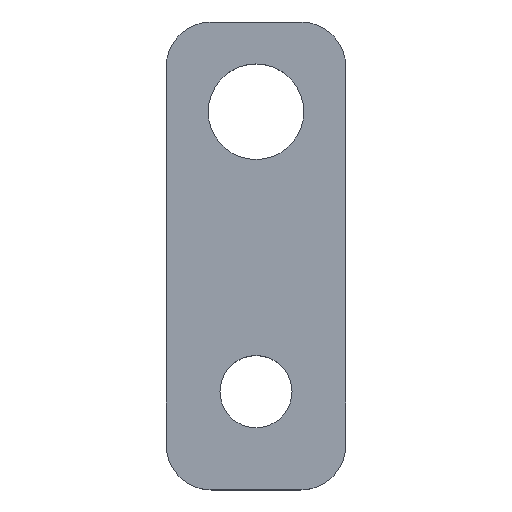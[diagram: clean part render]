
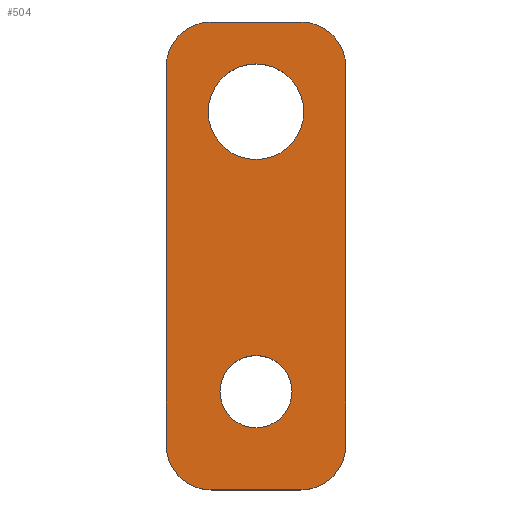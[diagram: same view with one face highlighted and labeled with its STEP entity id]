
A CAD part, top view. The second image highlights one B-rep face of the part: STEP entity #504.
In plain terms, the highlighted planar face has unit normal (0, 0, 1).
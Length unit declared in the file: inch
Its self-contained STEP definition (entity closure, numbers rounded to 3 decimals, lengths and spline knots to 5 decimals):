
#13 = ORIENTED_EDGE ( 'NONE', *, *, #172, .T. ) ;
#15 = AXIS2_PLACEMENT_3D ( 'NONE', #204, #481, #242 ) ;
#18 = LINE ( 'NONE', #71, #405 ) ;
#20 = EDGE_CURVE ( 'NONE', #138, #82, #178, .T. ) ;
#21 = VERTEX_POINT ( 'NONE', #62 ) ;
#22 = DIRECTION ( 'NONE',  ( 0., 0., 1. ) ) ;
#24 = DIRECTION ( 'NONE',  ( 1., 0., 0. ) ) ;
#29 = VERTEX_POINT ( 'NONE', #269 ) ;
#30 = DIRECTION ( 'NONE',  ( -1., 0., 0. ) ) ;
#34 = EDGE_LOOP ( 'NONE', ( #465, #247 ) ) ;
#42 = AXIS2_PLACEMENT_3D ( 'NONE', #85, #364, #121 ) ;
#44 = VERTEX_POINT ( 'NONE', #302 ) ;
#52 = VERTEX_POINT ( 'NONE', #61 ) ;
#55 = ORIENTED_EDGE ( 'NONE', *, *, #114, .T. ) ;
#59 = EDGE_CURVE ( 'NONE', #52, #109, #154, .T. ) ;
#61 = CARTESIAN_POINT ( 'NONE',  ( -2.39547, 3.28317, 0.19 ) ) ;
#62 = CARTESIAN_POINT ( 'NONE',  ( -2.36297, 2.50317, 0.19 ) ) ;
#64 = CARTESIAN_POINT ( 'NONE',  ( -2.51247, 2.35455, 0.19 ) ) ;
#67 = DIRECTION ( 'NONE',  ( 0., 1., 0. ) ) ;
#68 = DIRECTION ( 'NONE',  ( -1., 0., 0. ) ) ;
#70 = AXIS2_PLACEMENT_3D ( 'NONE', #319, #80, #357 ) ;
#71 = CARTESIAN_POINT ( 'NONE',  ( -2.51247, 3.53317, 0.19 ) ) ;
#80 = DIRECTION ( 'NONE',  ( 0., 0., 1. ) ) ;
#82 = VERTEX_POINT ( 'NONE', #64 ) ;
#84 = FACE_BOUND ( 'NONE', #532, .T. ) ;
#85 = CARTESIAN_POINT ( 'NONE',  ( -2.26247, 3.28317, 0.19 ) ) ;
#93 = CIRCLE ( 'NONE', #70, 0.1005 ) ;
#100 = PLANE ( 'NONE',  #309 ) ;
#105 = EDGE_CURVE ( 'NONE', #200, #330, #139, .T. ) ;
#109 = VERTEX_POINT ( 'NONE', #343 ) ;
#114 = EDGE_CURVE ( 'NONE', #130, #200, #236, .T. ) ;
#121 = DIRECTION ( 'NONE',  ( 1., 0., 0. ) ) ;
#126 = EDGE_CURVE ( 'NONE', #185, #21, #491, .T. ) ;
#129 = VECTOR ( 'NONE', #67, 39.37008 ) ;
#130 = VERTEX_POINT ( 'NONE', #460 ) ;
#138 = VERTEX_POINT ( 'NONE', #270 ) ;
#139 = CIRCLE ( 'NONE', #308, 0.125 ) ;
#140 = CARTESIAN_POINT ( 'NONE',  ( -2.13747, 2.35455, 0.19 ) ) ;
#154 = CIRCLE ( 'NONE', #284, 0.133 ) ;
#163 = CIRCLE ( 'NONE', #42, 0.133 ) ;
#165 = VERTEX_POINT ( 'NONE', #306 ) ;
#167 = ORIENTED_EDGE ( 'NONE', *, *, #59, .F. ) ;
#172 = EDGE_CURVE ( 'NONE', #330, #165, #18, .T. ) ;
#178 = LINE ( 'NONE', #263, #373 ) ;
#180 = DIRECTION ( 'NONE',  ( 1., 0., 0. ) ) ;
#182 = VECTOR ( 'NONE', #30, 39.37008 ) ;
#185 = VERTEX_POINT ( 'NONE', #345 ) ;
#187 = DIRECTION ( 'NONE',  ( 0., 0., 1. ) ) ;
#191 = FACE_BOUND ( 'NONE', #34, .T. ) ;
#192 = CARTESIAN_POINT ( 'NONE',  ( -2.01247, 2.22955, 0.19 ) ) ;
#198 = LINE ( 'NONE', #192, #182 ) ;
#200 = VERTEX_POINT ( 'NONE', #305 ) ;
#204 = CARTESIAN_POINT ( 'NONE',  ( -2.38747, 2.35455, 0.19 ) ) ;
#223 = DIRECTION ( 'NONE',  ( 0., 0., 1. ) ) ;
#226 = CARTESIAN_POINT ( 'NONE',  ( -2.01247, 3.53317, 0.19 ) ) ;
#236 = LINE ( 'NONE', #226, #129 ) ;
#242 = DIRECTION ( 'NONE',  ( 1., 0., 0. ) ) ;
#247 = ORIENTED_EDGE ( 'NONE', *, *, #355, .F. ) ;
#260 = ORIENTED_EDGE ( 'NONE', *, *, #503, .T. ) ;
#263 = CARTESIAN_POINT ( 'NONE',  ( -2.51247, 3.53317, 0.19 ) ) ;
#265 = CARTESIAN_POINT ( 'NONE',  ( -2.26247, 3.28317, 0.19 ) ) ;
#268 = DIRECTION ( 'NONE',  ( 0., 0., 1. ) ) ;
#269 = CARTESIAN_POINT ( 'NONE',  ( -2.38747, 2.22955, 0.19 ) ) ;
#270 = CARTESIAN_POINT ( 'NONE',  ( -2.51247, 3.40817, 0.19 ) ) ;
#272 = CARTESIAN_POINT ( 'NONE',  ( -2.13747, 3.53317, 0.19 ) ) ;
#276 = DIRECTION ( 'NONE',  ( 1., 0., 0. ) ) ;
#284 = AXIS2_PLACEMENT_3D ( 'NONE', #265, #22, #303 ) ;
#293 = FACE_OUTER_BOUND ( 'NONE', #478, .T. ) ;
#295 = DIRECTION ( 'NONE',  ( 0., -1., 0. ) ) ;
#297 = EDGE_CURVE ( 'NONE', #44, #29, #198, .T. ) ;
#302 = CARTESIAN_POINT ( 'NONE',  ( -2.13747, 2.22955, 0.19 ) ) ;
#303 = DIRECTION ( 'NONE',  ( 1., 0., 0. ) ) ;
#305 = CARTESIAN_POINT ( 'NONE',  ( -2.01247, 3.40817, 0.19 ) ) ;
#306 = CARTESIAN_POINT ( 'NONE',  ( -2.38747, 3.53317, 0.19 ) ) ;
#308 = AXIS2_PLACEMENT_3D ( 'NONE', #520, #268, #24 ) ;
#309 = AXIS2_PLACEMENT_3D ( 'NONE', #453, #223, #515 ) ;
#311 = DIRECTION ( 'NONE',  ( 0., 0., 1. ) ) ;
#312 = ORIENTED_EDGE ( 'NONE', *, *, #297, .F. ) ;
#319 = CARTESIAN_POINT ( 'NONE',  ( -2.26247, 2.50317, 0.19 ) ) ;
#330 = VERTEX_POINT ( 'NONE', #272 ) ;
#334 = AXIS2_PLACEMENT_3D ( 'NONE', #415, #187, #462 ) ;
#343 = CARTESIAN_POINT ( 'NONE',  ( -2.12947, 3.28317, 0.19 ) ) ;
#345 = CARTESIAN_POINT ( 'NONE',  ( -2.16197, 2.50317, 0.19 ) ) ;
#352 = ORIENTED_EDGE ( 'NONE', *, *, #105, .T. ) ;
#355 = EDGE_CURVE ( 'NONE', #21, #185, #93, .T. ) ;
#357 = DIRECTION ( 'NONE',  ( 1., 0., 0. ) ) ;
#364 = DIRECTION ( 'NONE',  ( 0., 0., 1. ) ) ;
#370 = CIRCLE ( 'NONE', #15, 0.125 ) ;
#371 = ORIENTED_EDGE ( 'NONE', *, *, #440, .T. ) ;
#373 = VECTOR ( 'NONE', #295, 39.37008 ) ;
#396 = EDGE_CURVE ( 'NONE', #82, #29, #370, .T. ) ;
#404 = DIRECTION ( 'NONE',  ( 0., 0., 1. ) ) ;
#405 = VECTOR ( 'NONE', #68, 39.37008 ) ;
#415 = CARTESIAN_POINT ( 'NONE',  ( -2.26247, 2.50317, 0.19 ) ) ;
#424 = EDGE_CURVE ( 'NONE', #109, #52, #163, .T. ) ;
#432 = CARTESIAN_POINT ( 'NONE',  ( -2.38747, 3.40817, 0.19 ) ) ;
#434 = AXIS2_PLACEMENT_3D ( 'NONE', #140, #404, #180 ) ;
#440 = EDGE_CURVE ( 'NONE', #165, #138, #501, .T. ) ;
#453 = CARTESIAN_POINT ( 'NONE',  ( -2.51247, 1.00347, 0.19 ) ) ;
#455 = ORIENTED_EDGE ( 'NONE', *, *, #424, .F. ) ;
#460 = CARTESIAN_POINT ( 'NONE',  ( -2.01247, 2.35455, 0.19 ) ) ;
#461 = ORIENTED_EDGE ( 'NONE', *, *, #396, .T. ) ;
#462 = DIRECTION ( 'NONE',  ( 1., 0., 0. ) ) ;
#465 = ORIENTED_EDGE ( 'NONE', *, *, #126, .F. ) ;
#478 = EDGE_LOOP ( 'NONE', ( #312, #260, #55, #352, #13, #371, #518, #461 ) ) ;
#481 = DIRECTION ( 'NONE',  ( 0., 0., 1. ) ) ;
#483 = AXIS2_PLACEMENT_3D ( 'NONE', #432, #311, #276 ) ;
#491 = CIRCLE ( 'NONE', #334, 0.1005 ) ;
#501 = CIRCLE ( 'NONE', #483, 0.125 ) ;
#503 = EDGE_CURVE ( 'NONE', #44, #130, #524, .T. ) ;
#504 = ADVANCED_FACE ( 'NONE', ( #191, #84, #293 ), #100, .T. ) ;
#515 = DIRECTION ( 'NONE',  ( 1., 0., 0. ) ) ;
#518 = ORIENTED_EDGE ( 'NONE', *, *, #20, .T. ) ;
#520 = CARTESIAN_POINT ( 'NONE',  ( -2.13747, 3.40817, 0.19 ) ) ;
#524 = CIRCLE ( 'NONE', #434, 0.125 ) ;
#532 = EDGE_LOOP ( 'NONE', ( #167, #455 ) ) ;
